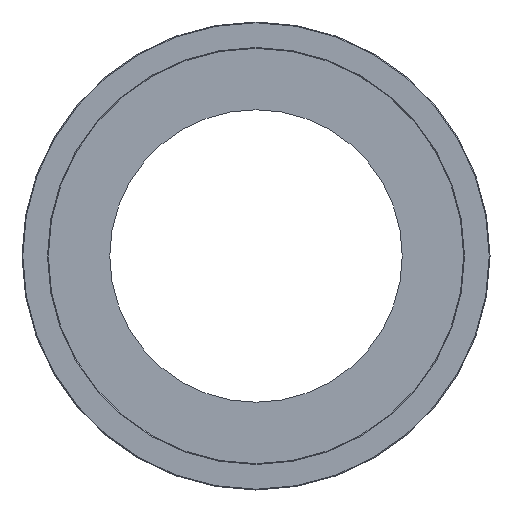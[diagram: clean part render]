
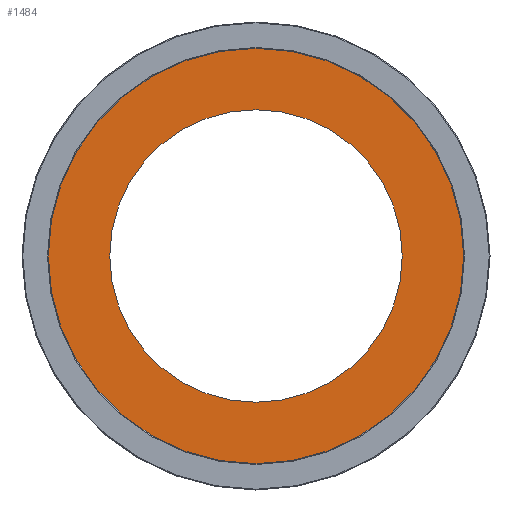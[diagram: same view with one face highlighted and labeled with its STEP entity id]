
A CAD part, left-side view. The second image highlights one B-rep face of the part: STEP entity #1484.
In plain terms, the highlighted face is planar.
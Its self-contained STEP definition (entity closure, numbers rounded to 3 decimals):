
#21 = PLANE ( 'NONE',  #1182 ) ;
#141 = DIRECTION ( 'NONE',  ( 0., 0., -1. ) ) ;
#144 = DIRECTION ( 'NONE',  ( 0., 1., 0. ) ) ;
#186 = EDGE_LOOP ( 'NONE', ( #1939, #1665 ) ) ;
#198 = EDGE_CURVE ( 'NONE', #1603, #511, #1157, .T. ) ;
#227 = AXIS2_PLACEMENT_3D ( 'NONE', #268, #1445, #432 ) ;
#240 = EDGE_CURVE ( 'NONE', #511, #1603, #638, .T. ) ;
#268 = CARTESIAN_POINT ( 'NONE',  ( 0., 4.5, 0. ) ) ;
#327 = ORIENTED_EDGE ( 'NONE', *, *, #240, .F. ) ;
#383 = CARTESIAN_POINT ( 'NONE',  ( 0., 4.5, 75. ) ) ;
#432 = DIRECTION ( 'NONE',  ( 0., 0., -1. ) ) ;
#504 = CIRCLE ( 'NONE', #1597, 75. ) ;
#511 = VERTEX_POINT ( 'NONE', #1043 ) ;
#514 = DIRECTION ( 'NONE',  ( 0., -1., 0. ) ) ;
#631 = CARTESIAN_POINT ( 'NONE',  ( 0., 4.5, 106.5 ) ) ;
#638 = CIRCLE ( 'NONE', #1882, 106.5 ) ;
#756 = CARTESIAN_POINT ( 'NONE',  ( 0., 4.5, 0. ) ) ;
#766 = FACE_OUTER_BOUND ( 'NONE', #1590, .T. ) ;
#943 = DIRECTION ( 'NONE',  ( 0., 0., 1. ) ) ;
#957 = EDGE_CURVE ( 'NONE', #1682, #1801, #504, .T. ) ;
#982 = AXIS2_PLACEMENT_3D ( 'NONE', #1299, #144, #1114 ) ;
#1011 = DIRECTION ( 'NONE',  ( 0., 0., -1. ) ) ;
#1043 = CARTESIAN_POINT ( 'NONE',  ( 0., 4.5, -106.5 ) ) ;
#1091 = CIRCLE ( 'NONE', #227, 75. ) ;
#1092 = FACE_BOUND ( 'NONE', #186, .T. ) ;
#1103 = CARTESIAN_POINT ( 'NONE',  ( 0., 4.5, 0. ) ) ;
#1114 = DIRECTION ( 'NONE',  ( 0., 0., 1. ) ) ;
#1146 = CARTESIAN_POINT ( 'NONE',  ( 0., 4.5, -75. ) ) ;
#1157 = CIRCLE ( 'NONE', #982, 106.5 ) ;
#1182 = AXIS2_PLACEMENT_3D ( 'NONE', #1825, #514, #141 ) ;
#1299 = CARTESIAN_POINT ( 'NONE',  ( 0., 4.5, 0. ) ) ;
#1445 = DIRECTION ( 'NONE',  ( 0., 1., 0. ) ) ;
#1484 = ADVANCED_FACE ( 'NONE', ( #766, #1092 ), #21, .T. ) ;
#1590 = EDGE_LOOP ( 'NONE', ( #1784, #327 ) ) ;
#1597 = AXIS2_PLACEMENT_3D ( 'NONE', #756, #2024, #1011 ) ;
#1603 = VERTEX_POINT ( 'NONE', #631 ) ;
#1665 = ORIENTED_EDGE ( 'NONE', *, *, #1952, .T. ) ;
#1682 = VERTEX_POINT ( 'NONE', #1146 ) ;
#1784 = ORIENTED_EDGE ( 'NONE', *, *, #198, .F. ) ;
#1801 = VERTEX_POINT ( 'NONE', #383 ) ;
#1825 = CARTESIAN_POINT ( 'NONE',  ( -106.5, 4.5, 0. ) ) ;
#1882 = AXIS2_PLACEMENT_3D ( 'NONE', #1103, #2102, #943 ) ;
#1939 = ORIENTED_EDGE ( 'NONE', *, *, #957, .T. ) ;
#1952 = EDGE_CURVE ( 'NONE', #1801, #1682, #1091, .T. ) ;
#2024 = DIRECTION ( 'NONE',  ( 0., 1., 0. ) ) ;
#2102 = DIRECTION ( 'NONE',  ( 0., 1., 0. ) ) ;
